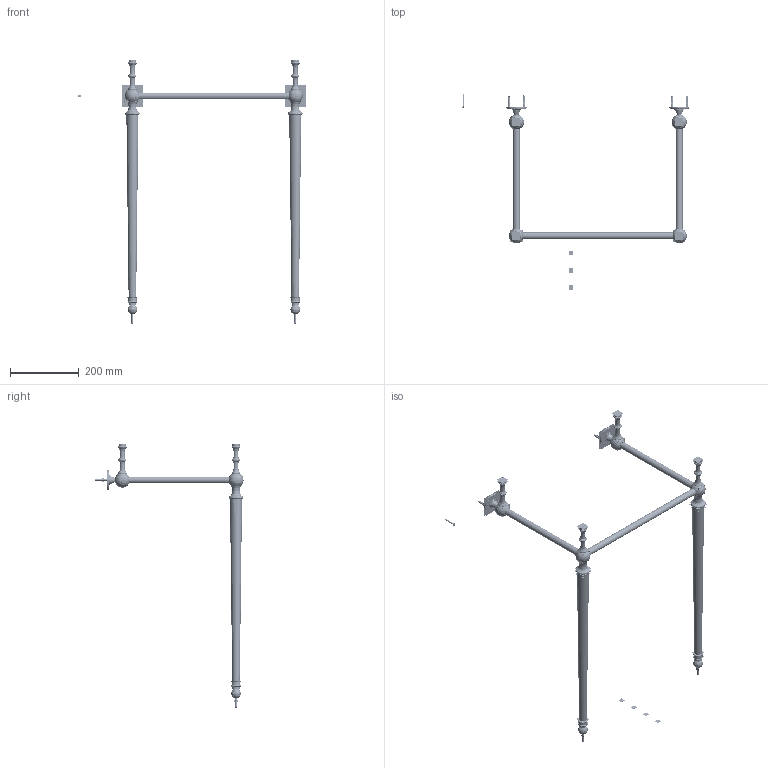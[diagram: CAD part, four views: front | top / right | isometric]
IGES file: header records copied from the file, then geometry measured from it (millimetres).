
Start section:  PTC IGES file: 5001120.igs
Global section: file name: 5001120.igs; native system: Creo Parametric by PTC Inc.; preprocessor: 2018020; author: Lmd; organization: Unknown; date: 20220727.091323; units: millimetre
Bounding box: 664.85 x 569.25 x 769.88 mm (x, y, z)
Surface area: 2726921.8 mm2 (no closed solid volume)
Topology: 0 solids, 0 shells, 7378 faces, 86938 edges, 101569 vertices
Faces by surface type: revolution 4782, bspline 2596
